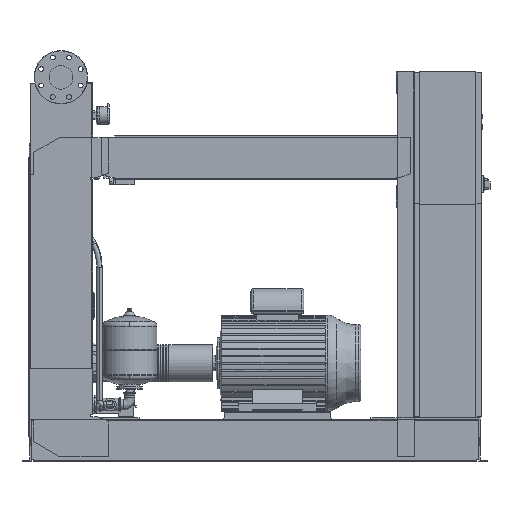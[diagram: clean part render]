
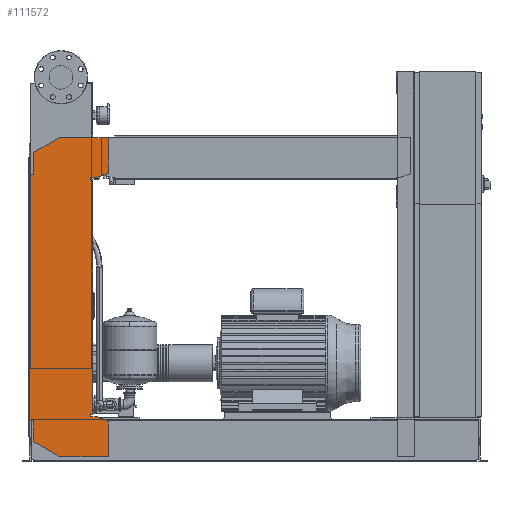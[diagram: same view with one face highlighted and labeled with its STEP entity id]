
A CAD part, front view. The second image highlights one B-rep face of the part: STEP entity #111572.
In plain terms, the highlighted free-form (B-spline) face has degree [1, 1] with [2, 2] control points.
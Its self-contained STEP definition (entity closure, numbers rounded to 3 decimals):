
#111057=CARTESIAN_POINT('',(-102.0,-463.5,1076.0));
#111058=VERTEX_POINT('',#111057);
#111065=CARTESIAN_POINT('',(-102.0,-463.5,1158.574));
#111066=VERTEX_POINT('',#111065);
#111067=CARTESIAN_POINT('',(-102.0,-463.5,1076.0));
#111068=DIRECTION('',(0.0,0.0,1.0));
#111069=VECTOR('',#111068,82.574);
#111070=LINE('',#111067,#111069);
#111071=EDGE_CURVE('',#111058,#111066,#111070,.T.);
#111089=CARTESIAN_POINT('',(-6.,-463.5,1214.0));
#111090=VERTEX_POINT('',#111089);
#111091=CARTESIAN_POINT('',(-102.0,-463.5,1158.574));
#111092=DIRECTION('',(0.866,0.0,0.5));
#111093=VECTOR('',#111092,110.851);
#111094=LINE('',#111091,#111093);
#111095=EDGE_CURVE('',#111066,#111090,#111094,.T.);
#111113=CARTESIAN_POINT('',(177.0,-463.5,1214.0));
#111114=VERTEX_POINT('',#111113);
#111115=CARTESIAN_POINT('',(-6.,-463.5,1214.0));
#111116=DIRECTION('',(1.0,0.0,0.0));
#111117=VECTOR('',#111116,183.0);
#111118=LINE('',#111115,#111117);
#111119=EDGE_CURVE('',#111090,#111114,#111118,.T.);
#111137=CARTESIAN_POINT('',(177.0,-463.5,1080.379));
#111138=VERTEX_POINT('',#111137);
#111139=CARTESIAN_POINT('',(177.0,-463.5,1214.0));
#111140=DIRECTION('',(0.0,0.0,-1.0));
#111141=VECTOR('',#111140,133.621);
#111142=LINE('',#111139,#111141);
#111143=EDGE_CURVE('',#111114,#111138,#111142,.T.);
#111161=CARTESIAN_POINT('',(132.,-463.5,1064.0));
#111162=VERTEX_POINT('',#111161);
#111163=CARTESIAN_POINT('',(177.0,-463.5,1080.379));
#111164=DIRECTION('',(-0.94,0.0,-0.342));
#111165=VECTOR('',#111164,47.888);
#111166=LINE('',#111163,#111165);
#111167=EDGE_CURVE('',#111138,#111162,#111166,.T.);
#111185=CARTESIAN_POINT('',(112.0,-463.5,1064.0));
#111186=VERTEX_POINT('',#111185);
#111187=CARTESIAN_POINT('',(132.,-463.5,1064.0));
#111188=DIRECTION('',(-1.0,0.0,0.0));
#111189=VECTOR('',#111188,20.);
#111190=LINE('',#111187,#111189);
#111191=EDGE_CURVE('',#111162,#111186,#111190,.T.);
#111209=CARTESIAN_POINT('',(112.0,-463.5,1056.0));
#111210=VERTEX_POINT('',#111209);
#111211=CARTESIAN_POINT('',(112.0,-463.5,1064.0));
#111212=DIRECTION('',(0.0,0.0,-1.0));
#111213=VECTOR('',#111212,8.0);
#111214=LINE('',#111211,#111213);
#111215=EDGE_CURVE('',#111186,#111210,#111214,.T.);
#111233=CARTESIAN_POINT('',(120.,-463.5,1056.0));
#111234=VERTEX_POINT('',#111233);
#111235=CARTESIAN_POINT('',(112.0,-463.5,1056.0));
#111236=DIRECTION('',(1.0,0.0,0.0));
#111237=VECTOR('',#111236,8.);
#111238=LINE('',#111235,#111237);
#111239=EDGE_CURVE('',#111210,#111234,#111238,.T.);
#111257=CARTESIAN_POINT('',(120.,-463.5,176.));
#111258=VERTEX_POINT('',#111257);
#111269=CARTESIAN_POINT('',(120.,-463.5,1056.0));
#111270=DIRECTION('',(0.0,0.0,-1.0));
#111271=VECTOR('',#111270,880.);
#111272=LINE('',#111269,#111271);
#111273=EDGE_CURVE('',#111234,#111258,#111272,.T.);
#111287=CARTESIAN_POINT('',(112.,-463.5,176.));
#111288=VERTEX_POINT('',#111287);
#111289=CARTESIAN_POINT('',(120.,-463.5,176.));
#111290=DIRECTION('',(-1.0,0.0,0.0));
#111291=VECTOR('',#111290,8.);
#111292=LINE('',#111289,#111291);
#111293=EDGE_CURVE('',#111258,#111288,#111292,.T.);
#111311=CARTESIAN_POINT('',(112.,-463.5,168.));
#111312=VERTEX_POINT('',#111311);
#111313=CARTESIAN_POINT('',(112.,-463.5,176.));
#111314=DIRECTION('',(0.0,0.0,-1.0));
#111315=VECTOR('',#111314,8.0);
#111316=LINE('',#111313,#111315);
#111317=EDGE_CURVE('',#111288,#111312,#111316,.T.);
#111335=CARTESIAN_POINT('',(132.,-463.5,168.));
#111336=VERTEX_POINT('',#111335);
#111337=CARTESIAN_POINT('',(112.,-463.5,168.));
#111338=DIRECTION('',(1.0,0.0,0.0));
#111339=VECTOR('',#111338,20.0);
#111340=LINE('',#111337,#111339);
#111341=EDGE_CURVE('',#111312,#111336,#111340,.T.);
#111359=CARTESIAN_POINT('',(177.,-463.5,151.621));
#111360=VERTEX_POINT('',#111359);
#111361=CARTESIAN_POINT('',(132.,-463.5,168.));
#111362=DIRECTION('',(0.94,0.0,-0.342));
#111363=VECTOR('',#111362,47.888);
#111364=LINE('',#111361,#111363);
#111365=EDGE_CURVE('',#111336,#111360,#111364,.T.);
#111383=CARTESIAN_POINT('',(177.,-463.5,18.0));
#111384=VERTEX_POINT('',#111383);
#111385=CARTESIAN_POINT('',(177.,-463.5,151.621));
#111386=DIRECTION('',(0.0,0.0,-1.0));
#111387=VECTOR('',#111386,133.621);
#111388=LINE('',#111385,#111387);
#111389=EDGE_CURVE('',#111360,#111384,#111388,.T.);
#111407=CARTESIAN_POINT('',(-4.,-463.5,18.0));
#111408=VERTEX_POINT('',#111407);
#111409=CARTESIAN_POINT('',(177.,-463.5,18.0));
#111410=DIRECTION('',(-1.0,0.0,0.0));
#111411=VECTOR('',#111410,181.);
#111412=LINE('',#111409,#111411);
#111413=EDGE_CURVE('',#111384,#111408,#111412,.T.);
#111431=CARTESIAN_POINT('',(-102.,-463.5,74.58));
#111432=VERTEX_POINT('',#111431);
#111433=CARTESIAN_POINT('',(-4.,-463.5,18.0));
#111434=DIRECTION('',(-0.866,0.,0.5));
#111435=VECTOR('',#111434,113.161);
#111436=LINE('',#111433,#111435);
#111437=EDGE_CURVE('',#111408,#111432,#111436,.T.);
#111455=CARTESIAN_POINT('',(-102.,-463.5,156.0));
#111456=VERTEX_POINT('',#111455);
#111457=CARTESIAN_POINT('',(-102.,-463.5,74.58));
#111458=DIRECTION('',(0.0,0.0,1.0));
#111459=VECTOR('',#111458,81.42);
#111460=LINE('',#111457,#111459);
#111461=EDGE_CURVE('',#111432,#111456,#111460,.T.);
#111479=CARTESIAN_POINT('',(-122.,-463.5,156.0));
#111480=VERTEX_POINT('',#111479);
#111481=CARTESIAN_POINT('',(-102.,-463.5,156.0));
#111482=DIRECTION('',(-1.0,0.0,0.0));
#111483=VECTOR('',#111482,20.0);
#111484=LINE('',#111481,#111483);
#111485=EDGE_CURVE('',#111456,#111480,#111484,.T.);
#111503=CARTESIAN_POINT('',(-122.0,-463.5,1076.0));
#111504=VERTEX_POINT('',#111503);
#111517=CARTESIAN_POINT('',(-122.,-463.5,156.0));
#111518=DIRECTION('',(0.0,0.0,1.0));
#111519=VECTOR('',#111518,920.0);
#111520=LINE('',#111517,#111519);
#111521=EDGE_CURVE('',#111480,#111504,#111520,.T.);
#111535=CARTESIAN_POINT('',(-122.0,-463.5,1076.0));
#111536=DIRECTION('',(1.0,0.0,0.0));
#111537=VECTOR('',#111536,20.0);
#111538=LINE('',#111535,#111537);
#111539=EDGE_CURVE('',#111504,#111058,#111538,.T.);
#111545=CARTESIAN_POINT('',(-122.,-463.5,18.0));
#111546=CARTESIAN_POINT('',(177.0,-463.5,18.0));
#111547=CARTESIAN_POINT('',(-122.,-463.5,1214.0));
#111548=CARTESIAN_POINT('',(177.0,-463.5,1214.0));
#111549=B_SPLINE_SURFACE_WITH_KNOTS('',1,1,((#111545,#111547),(#111546,#111548)),.UNSPECIFIED.,.F.,.F.,.U.,(2,2),(2,2),(0.0,299.),(0.0,1196.0),.UNSPECIFIED.);
#111550=ORIENTED_EDGE('',*,*,#111539,.F.);
#111551=ORIENTED_EDGE('',*,*,#111521,.F.);
#111552=ORIENTED_EDGE('',*,*,#111485,.F.);
#111553=ORIENTED_EDGE('',*,*,#111461,.F.);
#111554=ORIENTED_EDGE('',*,*,#111437,.F.);
#111555=ORIENTED_EDGE('',*,*,#111413,.F.);
#111556=ORIENTED_EDGE('',*,*,#111389,.F.);
#111557=ORIENTED_EDGE('',*,*,#111365,.F.);
#111558=ORIENTED_EDGE('',*,*,#111341,.F.);
#111559=ORIENTED_EDGE('',*,*,#111317,.F.);
#111560=ORIENTED_EDGE('',*,*,#111293,.F.);
#111561=ORIENTED_EDGE('',*,*,#111273,.F.);
#111562=ORIENTED_EDGE('',*,*,#111239,.F.);
#111563=ORIENTED_EDGE('',*,*,#111215,.F.);
#111564=ORIENTED_EDGE('',*,*,#111191,.F.);
#111565=ORIENTED_EDGE('',*,*,#111167,.F.);
#111566=ORIENTED_EDGE('',*,*,#111143,.F.);
#111567=ORIENTED_EDGE('',*,*,#111119,.F.);
#111568=ORIENTED_EDGE('',*,*,#111095,.F.);
#111569=ORIENTED_EDGE('',*,*,#111071,.F.);
#111570=EDGE_LOOP('',(#111550,#111551,#111552,#111553,#111554,#111555,#111556,#111557,#111558,#111559,#111560,#111561,#111562,#111563,#111564,#111565,#111566,#111567,#111568,#111569));
#111571=FACE_OUTER_BOUND('',#111570,.T.);
#111572=ADVANCED_FACE('',(#111571),#111549,.T.);
